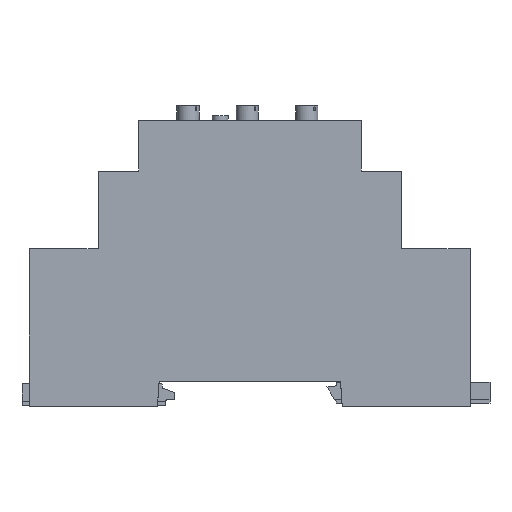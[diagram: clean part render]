
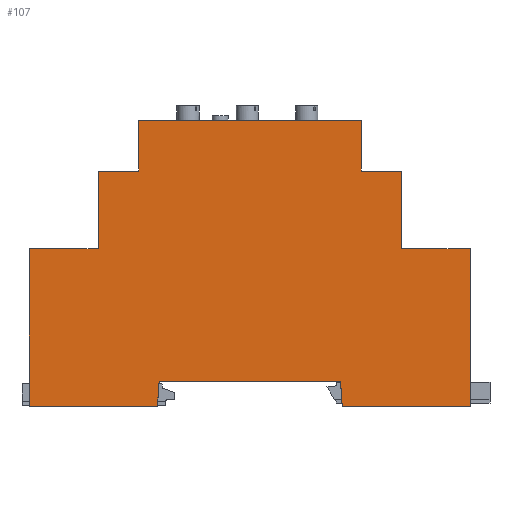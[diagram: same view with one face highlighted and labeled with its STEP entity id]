
A CAD part, left-side view. The second image highlights one B-rep face of the part: STEP entity #107.
In plain terms, the highlighted planar face has unit normal (-1, 0, 0).
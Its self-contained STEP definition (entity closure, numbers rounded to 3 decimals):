
#107=ADVANCED_FACE('',(#3942),#3944,.T.);
#3942=FACE_BOUND('',#3943,.T.);
#3943=EDGE_LOOP('',(#7568,#7569,#7570,#7571,#7572,#7573,#7574,#7575,#7576,#7577,
#7578,#7579,#7580,#7581,#7582,#7583));
#3944=PLANE('',#3945);
#3945=AXIS2_PLACEMENT_3D('',#3946,#3947,#3948);
#3946=CARTESIAN_POINT('',(-17.5,0.,0.));
#3947=DIRECTION('',(-1.,0.,0.));
#3948=DIRECTION('',(0.,0.,-1.));
#7568=ORIENTED_EDGE('',*,*,#10275,.T.);
#7569=ORIENTED_EDGE('',*,*,#10289,.T.);
#7570=ORIENTED_EDGE('',*,*,#10290,.T.);
#7571=ORIENTED_EDGE('',*,*,#10291,.T.);
#7572=ORIENTED_EDGE('',*,*,#10292,.T.);
#7573=ORIENTED_EDGE('',*,*,#10293,.T.);
#7574=ORIENTED_EDGE('',*,*,#10294,.T.);
#7575=ORIENTED_EDGE('',*,*,#10295,.T.);
#7576=ORIENTED_EDGE('',*,*,#10296,.T.);
#7577=ORIENTED_EDGE('',*,*,#10297,.T.);
#7578=ORIENTED_EDGE('',*,*,#10298,.T.);
#7579=ORIENTED_EDGE('',*,*,#10299,.T.);
#7580=ORIENTED_EDGE('',*,*,#10300,.T.);
#7581=ORIENTED_EDGE('',*,*,#10301,.T.);
#7582=ORIENTED_EDGE('',*,*,#10257,.T.);
#7583=ORIENTED_EDGE('',*,*,#10253,.T.);
#10253=EDGE_CURVE('',#11714,#11718,#11720,.T.);
#10257=EDGE_CURVE('',#11727,#11714,#11728,.T.);
#10275=EDGE_CURVE('',#11718,#11760,#11762,.T.);
#10289=EDGE_CURVE('',#11760,#11788,#11789,.T.);
#10290=EDGE_CURVE('',#11788,#11790,#11791,.T.);
#10291=EDGE_CURVE('',#11790,#11792,#11793,.T.);
#10292=EDGE_CURVE('',#11792,#11794,#11795,.T.);
#10293=EDGE_CURVE('',#11794,#11796,#11797,.T.);
#10294=EDGE_CURVE('',#11796,#11798,#11799,.T.);
#10295=EDGE_CURVE('',#11798,#11800,#11801,.T.);
#10296=EDGE_CURVE('',#11800,#11802,#11803,.T.);
#10297=EDGE_CURVE('',#11802,#11804,#11805,.T.);
#10298=EDGE_CURVE('',#11804,#11806,#11807,.T.);
#10299=EDGE_CURVE('',#11806,#11808,#11809,.T.);
#10300=EDGE_CURVE('',#11808,#11810,#11811,.T.);
#10301=EDGE_CURVE('',#11810,#11727,#11812,.T.);
#11714=VERTEX_POINT('',#13793);
#11718=VERTEX_POINT('',#13801);
#11720=LINE('',#13805,#13806);
#11727=VERTEX_POINT('',#13822);
#11728=LINE('',#13823,#13824);
#11760=VERTEX_POINT('',#13889);
#11762=LINE('',#13893,#13894);
#11788=VERTEX_POINT('',#13949);
#11789=LINE('',#13950,#13951);
#11790=VERTEX_POINT('',#13953);
#11791=LINE('',#13954,#13955);
#11792=VERTEX_POINT('',#13957);
#11793=LINE('',#13958,#13959);
#11794=VERTEX_POINT('',#13961);
#11795=LINE('',#13962,#13963);
#11796=VERTEX_POINT('',#13965);
#11797=LINE('',#13966,#13967);
#11798=VERTEX_POINT('',#13969);
#11799=LINE('',#13970,#13971);
#11800=VERTEX_POINT('',#13973);
#11801=LINE('',#13974,#13975);
#11802=VERTEX_POINT('',#13977);
#11803=LINE('',#13978,#13979);
#11804=VERTEX_POINT('',#13981);
#11805=LINE('',#13982,#13983);
#11806=VERTEX_POINT('',#13985);
#11807=LINE('',#13986,#13987);
#11808=VERTEX_POINT('',#13989);
#11809=LINE('',#13990,#13991);
#11810=VERTEX_POINT('',#13993);
#11811=LINE('',#13994,#13995);
#11812=LINE('',#13997,#13998);
#13793=CARTESIAN_POINT('',(-17.5,30.7,26.878));
#13801=CARTESIAN_POINT('',(-17.5,44.6,26.878));
#13805=CARTESIAN_POINT('',(-17.5,30.7,26.878));
#13806=VECTOR('',#13807,1.);
#13807=DIRECTION('',(0.,1.,0.));
#13822=CARTESIAN_POINT('',(-17.5,30.7,42.606));
#13823=CARTESIAN_POINT('',(-17.5,30.7,42.606));
#13824=VECTOR('',#13825,1.);
#13825=DIRECTION('',(0.,0.,-1.));
#13889=CARTESIAN_POINT('',(-17.5,44.6,-4.987));
#13893=CARTESIAN_POINT('',(-17.5,44.6,26.878));
#13894=VECTOR('',#13895,1.);
#13895=DIRECTION('',(0.,0.,-1.));
#13949=CARTESIAN_POINT('',(-17.5,18.7,-4.987));
#13950=CARTESIAN_POINT('',(-17.5,44.6,-4.987));
#13951=VECTOR('',#13952,1.);
#13952=DIRECTION('',(0.,-1.,0.));
#13953=CARTESIAN_POINT('',(-17.5,18.351,0.));
#13954=CARTESIAN_POINT('',(-17.5,18.7,-4.987));
#13955=VECTOR('',#13956,1.);
#13956=DIRECTION('',(0.,-0.07,0.998));
#13957=CARTESIAN_POINT('',(-17.5,-18.351,0.));
#13958=CARTESIAN_POINT('',(-17.5,18.351,0.));
#13959=VECTOR('',#13960,1.);
#13960=DIRECTION('',(0.,-1.,0.));
#13961=CARTESIAN_POINT('',(-17.5,-18.7,-4.987));
#13962=CARTESIAN_POINT('',(-17.5,-18.351,0.));
#13963=VECTOR('',#13964,1.);
#13964=DIRECTION('',(0.,-0.07,-0.998));
#13965=CARTESIAN_POINT('',(-17.5,-44.6,-4.987));
#13966=CARTESIAN_POINT('',(-17.5,-18.7,-4.987));
#13967=VECTOR('',#13968,1.);
#13968=DIRECTION('',(0.,-1.,0.));
#13969=CARTESIAN_POINT('',(-17.5,-44.6,26.878));
#13970=CARTESIAN_POINT('',(-17.5,-44.6,-4.987));
#13971=VECTOR('',#13972,1.);
#13972=DIRECTION('',(0.,0.,1.));
#13973=CARTESIAN_POINT('',(-17.5,-30.7,26.878));
#13974=CARTESIAN_POINT('',(-17.5,-44.6,26.878));
#13975=VECTOR('',#13976,1.);
#13976=DIRECTION('',(0.,1.,0.));
#13977=CARTESIAN_POINT('',(-17.5,-30.7,42.606));
#13978=CARTESIAN_POINT('',(-17.5,-30.7,26.878));
#13979=VECTOR('',#13980,1.);
#13980=DIRECTION('',(0.,0.,1.));
#13981=CARTESIAN_POINT('',(-17.5,-22.5,42.606));
#13982=CARTESIAN_POINT('',(-17.5,-30.7,42.606));
#13983=VECTOR('',#13984,1.);
#13984=DIRECTION('',(0.,1.,0.));
#13985=CARTESIAN_POINT('',(-17.5,-22.5,52.804));
#13986=CARTESIAN_POINT('',(-17.5,-22.5,42.606));
#13987=VECTOR('',#13988,1.);
#13988=DIRECTION('',(0.,0.,1.));
#13989=CARTESIAN_POINT('',(-17.5,22.5,52.804));
#13990=CARTESIAN_POINT('',(-17.5,-22.5,52.804));
#13991=VECTOR('',#13992,1.);
#13992=DIRECTION('',(0.,1.,0.));
#13993=CARTESIAN_POINT('',(-17.5,22.5,42.606));
#13994=CARTESIAN_POINT('',(-17.5,22.5,52.804));
#13995=VECTOR('',#13996,1.);
#13996=DIRECTION('',(0.,0.,-1.));
#13997=CARTESIAN_POINT('',(-17.5,22.5,42.606));
#13998=VECTOR('',#13999,1.);
#13999=DIRECTION('',(0.,1.,0.));
